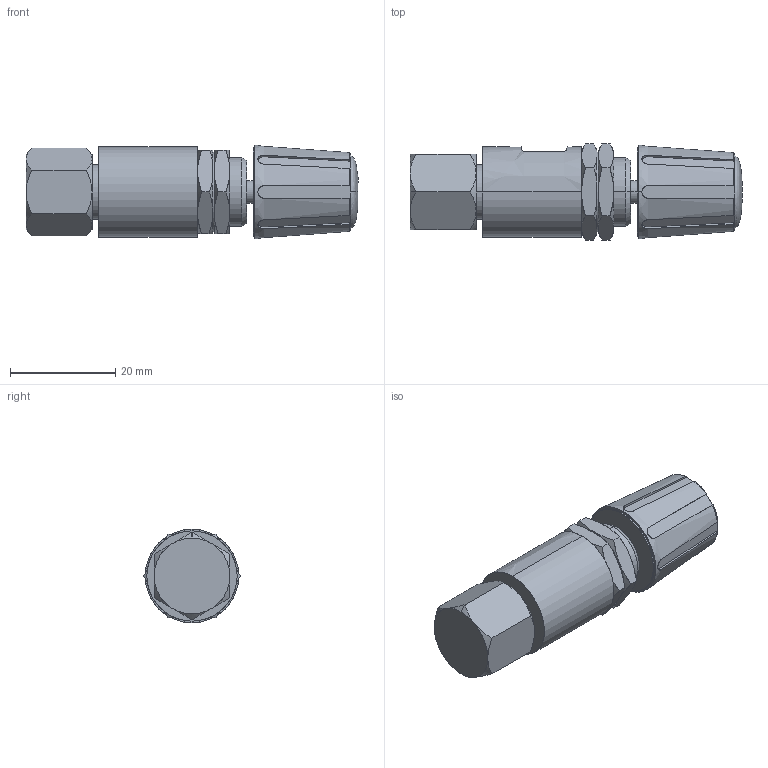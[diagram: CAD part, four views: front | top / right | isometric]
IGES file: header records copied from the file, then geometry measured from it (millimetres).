
Start section: SolidWorks IGES file using analytic representation for surfaces
Global section: file name: E-N-180046.IGS; native system: SolidWorks 2017; preprocessor: SolidWorks 2017; author: WTsang; date: 180208.142704; units: millimetre
Bounding box: 62.96 x 18.24 x 17.72 mm (x, y, z)
Surface area: 4624.4 mm2 (no closed solid volume)
Topology: 0 solids, 0 shells, 152 faces, 2318 edges, 2314 vertices
Faces by surface type: revolution 84, bspline 68
